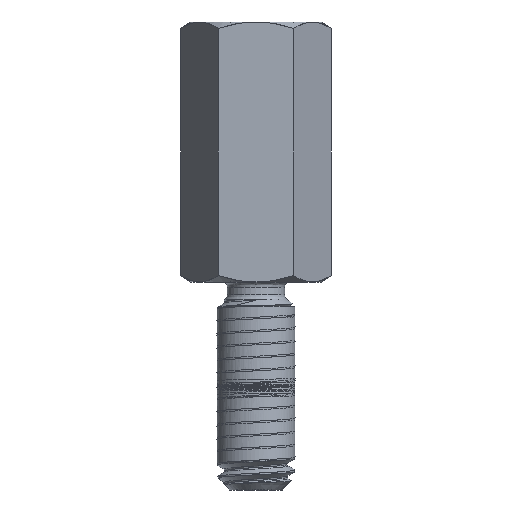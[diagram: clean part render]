
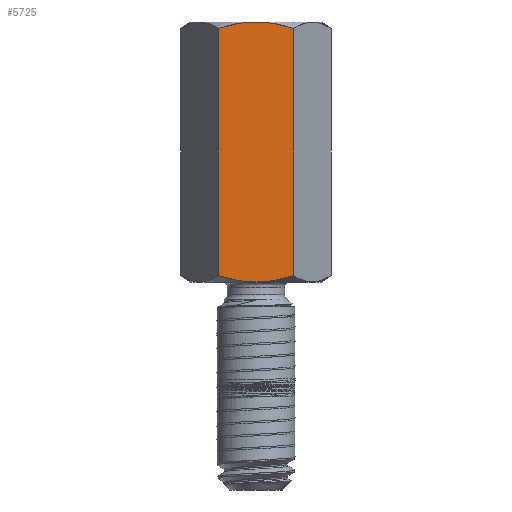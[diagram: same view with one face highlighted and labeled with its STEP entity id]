
A CAD part, front view. The second image highlights one B-rep face of the part: STEP entity #5725.
In plain terms, the highlighted planar face has unit normal (0, -1, 0).
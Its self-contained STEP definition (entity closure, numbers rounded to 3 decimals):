
#35 = EDGE_LOOP ( 'NONE', ( #5689, #3104, #7397, #3277, #15356, #6833 ) ) ;
#132 = CARTESIAN_POINT ( 'NONE',  ( 0.459, -2.5, 9.98 ) ) ;
#406 = CARTESIAN_POINT ( 'NONE',  ( -0.228, -2.5, 0. ) ) ;
#1137 = CARTESIAN_POINT ( 'NONE',  ( -1.181, -2.5, 0.165 ) ) ;
#1711 = CARTESIAN_POINT ( 'NONE',  ( -0.459, -2.5, 9.979 ) ) ;
#2194 = CARTESIAN_POINT ( 'NONE',  ( 1.443, -2.5, 0. ) ) ;
#2334 = CARTESIAN_POINT ( 'NONE',  ( -1.443, -2.5, 0.25 ) ) ;
#2389 = VERTEX_POINT ( 'NONE', #8445 ) ;
#2506 = CARTESIAN_POINT ( 'NONE',  ( 1.443, -2.5, 9.75 ) ) ;
#2546 = LINE ( 'NONE', #6448, #7640 ) ;
#2677 = CARTESIAN_POINT ( 'NONE',  ( 0., -2.5, 10. ) ) ;
#2910 = CARTESIAN_POINT ( 'NONE',  ( -0.227, -2.5, 10. ) ) ;
#3104 = ORIENTED_EDGE ( 'NONE', *, *, #12644, .T. ) ;
#3145 = FACE_OUTER_BOUND ( 'NONE', #35, .T. ) ;
#3277 = ORIENTED_EDGE ( 'NONE', *, *, #10115, .T. ) ;
#3730 = VECTOR ( 'NONE', #15119, 1000. ) ;
#4345 = EDGE_CURVE ( 'NONE', #12098, #15266, #8020, .T. ) ;
#4716 = CARTESIAN_POINT ( 'NONE',  ( -0.931, -2.5, 0.102 ) ) ;
#4880 = VERTEX_POINT ( 'NONE', #15304 ) ;
#4883 = CARTESIAN_POINT ( 'NONE',  ( -0.459, -2.5, 0.02 ) ) ;
#5110 = B_SPLINE_CURVE_WITH_KNOTS ( 'NONE', 3,
 ( #2334, #1137, #4716, #4883, #406, #8918 ),
 .UNSPECIFIED., .F., .F.,
 ( 4, 2, 4 ),
 ( 0., 0.5, 1. ),
 .UNSPECIFIED. ) ;
#5167 = DIRECTION ( 'NONE',  ( 0., 0., 1. ) ) ;
#5307 = CARTESIAN_POINT ( 'NONE',  ( -0.931, -2.5, 9.898 ) ) ;
#5335 = AXIS2_PLACEMENT_3D ( 'NONE', #2194, #15483, #5708 ) ;
#5364 = CARTESIAN_POINT ( 'NONE',  ( 0.227, -2.5, 0. ) ) ;
#5419 = LINE ( 'NONE', #11390, #3730 ) ;
#5689 = ORIENTED_EDGE ( 'NONE', *, *, #12824, .T. ) ;
#5708 = DIRECTION ( 'NONE',  ( 0., 0., -1. ) ) ;
#5725 = ADVANCED_FACE ( 'NONE', ( #3145 ), #10100, .T. ) ;
#6018 = CARTESIAN_POINT ( 'NONE',  ( 1.181, -2.5, 9.835 ) ) ;
#6448 = CARTESIAN_POINT ( 'NONE',  ( 1.443, -2.5, 0. ) ) ;
#6833 = ORIENTED_EDGE ( 'NONE', *, *, #14142, .T. ) ;
#7373 = CARTESIAN_POINT ( 'NONE',  ( 0.228, -2.5, 10. ) ) ;
#7397 = ORIENTED_EDGE ( 'NONE', *, *, #4345, .T. ) ;
#7528 = CARTESIAN_POINT ( 'NONE',  ( 0.931, -2.5, 9.898 ) ) ;
#7640 = VECTOR ( 'NONE', #5167, 1000. ) ;
#7767 = B_SPLINE_CURVE_WITH_KNOTS ( 'NONE', 3,
 ( #2677, #2910, #1711, #5307, #11516, #13600 ),
 .UNSPECIFIED., .F., .F.,
 ( 4, 2, 4 ),
 ( 0., 0.5, 1. ),
 .UNSPECIFIED. ) ;
#7915 = CARTESIAN_POINT ( 'NONE',  ( 0.931, -2.5, 0.102 ) ) ;
#8020 = B_SPLINE_CURVE_WITH_KNOTS ( 'NONE', 3,
 ( #11416, #5364, #9022, #7915, #12768, #10231 ),
 .UNSPECIFIED., .F., .F.,
 ( 4, 2, 4 ),
 ( 0., 0.5, 1. ),
 .UNSPECIFIED. ) ;
#8113 = CARTESIAN_POINT ( 'NONE',  ( 1.443, -2.5, 0.25 ) ) ;
#8445 = CARTESIAN_POINT ( 'NONE',  ( 0., -2.5, 10. ) ) ;
#8645 = CARTESIAN_POINT ( 'NONE',  ( 0., -2.5, 10. ) ) ;
#8918 = CARTESIAN_POINT ( 'NONE',  ( 0., -2.5, 0. ) ) ;
#9022 = CARTESIAN_POINT ( 'NONE',  ( 0.459, -2.5, 0.021 ) ) ;
#10100 = PLANE ( 'NONE',  #5335 ) ;
#10115 = EDGE_CURVE ( 'NONE', #15266, #13569, #2546, .T. ) ;
#10231 = CARTESIAN_POINT ( 'NONE',  ( 1.443, -2.5, 0.25 ) ) ;
#10518 = B_SPLINE_CURVE_WITH_KNOTS ( 'NONE', 3,
 ( #2506, #6018, #7528, #132, #7373, #8645 ),
 .UNSPECIFIED., .F., .F.,
 ( 4, 2, 4 ),
 ( 0., 0.5, 1. ),
 .UNSPECIFIED. ) ;
#11225 = CARTESIAN_POINT ( 'NONE',  ( 1.443, -2.5, 9.75 ) ) ;
#11390 = CARTESIAN_POINT ( 'NONE',  ( -1.443, -2.5, 0. ) ) ;
#11416 = CARTESIAN_POINT ( 'NONE',  ( 0., -2.5, 0. ) ) ;
#11516 = CARTESIAN_POINT ( 'NONE',  ( -1.181, -2.5, 9.835 ) ) ;
#12098 = VERTEX_POINT ( 'NONE', #13398 ) ;
#12644 = EDGE_CURVE ( 'NONE', #12659, #12098, #5110, .T. ) ;
#12659 = VERTEX_POINT ( 'NONE', #13779 ) ;
#12768 = CARTESIAN_POINT ( 'NONE',  ( 1.181, -2.5, 0.165 ) ) ;
#12824 = EDGE_CURVE ( 'NONE', #4880, #12659, #5419, .T. ) ;
#13398 = CARTESIAN_POINT ( 'NONE',  ( 0., -2.5, 0. ) ) ;
#13569 = VERTEX_POINT ( 'NONE', #11225 ) ;
#13600 = CARTESIAN_POINT ( 'NONE',  ( -1.443, -2.5, 9.75 ) ) ;
#13779 = CARTESIAN_POINT ( 'NONE',  ( -1.443, -2.5, 0.25 ) ) ;
#14142 = EDGE_CURVE ( 'NONE', #2389, #4880, #7767, .T. ) ;
#15119 = DIRECTION ( 'NONE',  ( 0., 0., -1. ) ) ;
#15266 = VERTEX_POINT ( 'NONE', #8113 ) ;
#15304 = CARTESIAN_POINT ( 'NONE',  ( -1.443, -2.5, 9.75 ) ) ;
#15356 = ORIENTED_EDGE ( 'NONE', *, *, #15745, .T. ) ;
#15483 = DIRECTION ( 'NONE',  ( 0., -1., 0. ) ) ;
#15745 = EDGE_CURVE ( 'NONE', #13569, #2389, #10518, .T. ) ;
